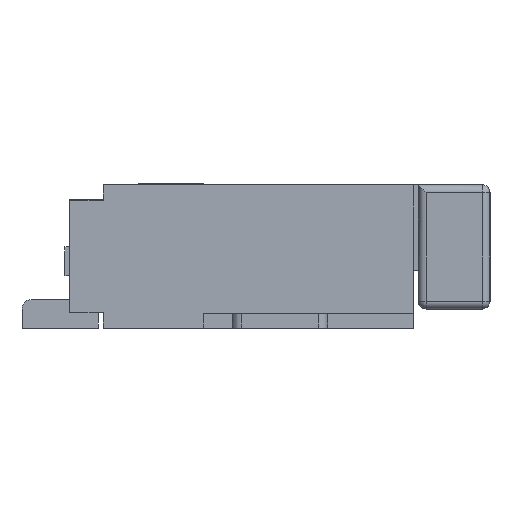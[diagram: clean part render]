
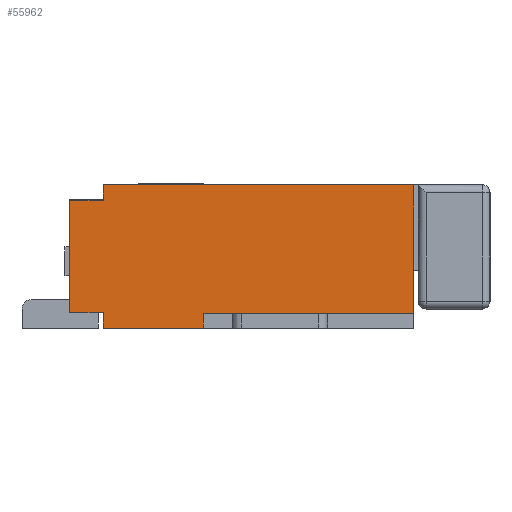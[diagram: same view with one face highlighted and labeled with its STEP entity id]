
A CAD part, left-side view. The second image highlights one B-rep face of the part: STEP entity #55962.
In plain terms, the highlighted planar face has unit normal (-1, 0, 0).
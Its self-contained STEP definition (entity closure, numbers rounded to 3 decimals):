
#1414 = CARTESIAN_POINT ( 'NONE',  ( -12.05, -0.25, 0. ) ) ;
#1744 = EDGE_CURVE ( 'NONE', #12127, #56412, #65363, .T. ) ;
#2179 = VERTEX_POINT ( 'NONE', #8626 ) ;
#7013 = VERTEX_POINT ( 'NONE', #24716 ) ;
#7685 = VERTEX_POINT ( 'NONE', #61160 ) ;
#8437 = CARTESIAN_POINT ( 'NONE',  ( -12.05, -0.6, 1.34 ) ) ;
#8626 = CARTESIAN_POINT ( 'NONE',  ( -12.05, -0.6, 0.16 ) ) ;
#10199 = VERTEX_POINT ( 'NONE', #68812 ) ;
#11653 = DIRECTION ( 'NONE',  ( 0., 1., 0. ) ) ;
#12127 = VERTEX_POINT ( 'NONE', #50484 ) ;
#12469 = VECTOR ( 'NONE', #75969, 1000. ) ;
#15015 = ORIENTED_EDGE ( 'NONE', *, *, #20297, .F. ) ;
#15099 = EDGE_CURVE ( 'NONE', #74866, #41856, #17145, .T. ) ;
#15473 = VERTEX_POINT ( 'NONE', #42953 ) ;
#16188 = EDGE_CURVE ( 'NONE', #2179, #15473, #70609, .T. ) ;
#17145 = LINE ( 'NONE', #74308, #42177 ) ;
#19457 = CARTESIAN_POINT ( 'NONE',  ( -12.05, -0.6, 1.5 ) ) ;
#19676 = EDGE_CURVE ( 'NONE', #79259, #74866, #82712, .T. ) ;
#20051 = DIRECTION ( 'NONE',  ( 0., 0., 1. ) ) ;
#20178 = CARTESIAN_POINT ( 'NONE',  ( -12.05, -3.85, 0.15 ) ) ;
#20297 = EDGE_CURVE ( 'NONE', #7685, #56412, #41501, .T. ) ;
#20400 = VECTOR ( 'NONE', #49842, 1000. ) ;
#24716 = CARTESIAN_POINT ( 'NONE',  ( -12.05, -0.25, 1.34 ) ) ;
#25099 = DIRECTION ( 'NONE',  ( 0., 1., 0. ) ) ;
#27481 = ORIENTED_EDGE ( 'NONE', *, *, #86095, .T. ) ;
#30172 = DIRECTION ( 'NONE',  ( 0., -1., 0. ) ) ;
#30866 = EDGE_CURVE ( 'NONE', #79259, #7685, #73075, .T. ) ;
#31473 = CARTESIAN_POINT ( 'NONE',  ( -12.05, -3.85, 0.15 ) ) ;
#33053 = LINE ( 'NONE', #67808, #12469 ) ;
#34168 = CARTESIAN_POINT ( 'NONE',  ( -12.05, -1.65, 0.15 ) ) ;
#35431 = CARTESIAN_POINT ( 'NONE',  ( -12.05, -0.6, 0. ) ) ;
#41040 = VECTOR ( 'NONE', #76964, 1000. ) ;
#41177 = CARTESIAN_POINT ( 'NONE',  ( -12.05, -3.85, 0. ) ) ;
#41501 = LINE ( 'NONE', #34168, #72799 ) ;
#41856 = VERTEX_POINT ( 'NONE', #19457 ) ;
#42177 = VECTOR ( 'NONE', #11653, 1000. ) ;
#42731 = DIRECTION ( 'NONE',  ( 0., 0., 1. ) ) ;
#42953 = CARTESIAN_POINT ( 'NONE',  ( -12.05, -0.25, 0.16 ) ) ;
#43320 = ORIENTED_EDGE ( 'NONE', *, *, #30866, .F. ) ;
#43351 = FACE_OUTER_BOUND ( 'NONE', #51287, .T. ) ;
#44467 = ORIENTED_EDGE ( 'NONE', *, *, #61664, .F. ) ;
#45187 = ORIENTED_EDGE ( 'NONE', *, *, #19676, .T. ) ;
#45869 = EDGE_CURVE ( 'NONE', #10199, #7013, #48694, .T. ) ;
#48694 = LINE ( 'NONE', #8437, #86889 ) ;
#48901 = CARTESIAN_POINT ( 'NONE',  ( -12.05, -1.65, 0. ) ) ;
#49089 = CARTESIAN_POINT ( 'NONE',  ( -12.05, -0.6, 0.16 ) ) ;
#49842 = DIRECTION ( 'NONE',  ( 0., 0., -1. ) ) ;
#50484 = CARTESIAN_POINT ( 'NONE',  ( -12.05, -0.6, 0. ) ) ;
#50618 = CARTESIAN_POINT ( 'NONE',  ( -12.05, 0., 0. ) ) ;
#51182 = CARTESIAN_POINT ( 'NONE',  ( -12.05, -0.25, 0. ) ) ;
#51287 = EDGE_LOOP ( 'NONE', ( #85758, #44467, #79621, #15015, #43320, #45187, #80744, #70640, #78251, #27481 ) ) ;
#55632 = DIRECTION ( 'NONE',  ( 0., 1., 0. ) ) ;
#55962 = ADVANCED_FACE ( 'NONE', ( #43351 ), #63967, .T. ) ;
#56412 = VERTEX_POINT ( 'NONE', #48901 ) ;
#58204 = CARTESIAN_POINT ( 'NONE',  ( -12.05, -3.85, 1.5 ) ) ;
#61160 = CARTESIAN_POINT ( 'NONE',  ( -12.05, -1.65, 0.15 ) ) ;
#61664 = EDGE_CURVE ( 'NONE', #12127, #2179, #64215, .T. ) ;
#62250 = VECTOR ( 'NONE', #25099, 1000. ) ;
#62999 = DIRECTION ( 'NONE',  ( 0., 0., -1. ) ) ;
#63967 = PLANE ( 'NONE',  #64800 ) ;
#64215 = LINE ( 'NONE', #35431, #80273 ) ;
#64800 = AXIS2_PLACEMENT_3D ( 'NONE', #50618, #71234, #78514 ) ;
#64878 = EDGE_CURVE ( 'NONE', #10199, #41856, #33053, .T. ) ;
#64950 = LINE ( 'NONE', #1414, #20400 ) ;
#65363 = LINE ( 'NONE', #51182, #75042 ) ;
#67808 = CARTESIAN_POINT ( 'NONE',  ( -12.05, -0.6, 1.5 ) ) ;
#68812 = CARTESIAN_POINT ( 'NONE',  ( -12.05, -0.6, 1.34 ) ) ;
#70609 = LINE ( 'NONE', #49089, #41040 ) ;
#70640 = ORIENTED_EDGE ( 'NONE', *, *, #64878, .F. ) ;
#71234 = DIRECTION ( 'NONE',  ( -1., 0., 0. ) ) ;
#72799 = VECTOR ( 'NONE', #62999, 1000. ) ;
#73075 = LINE ( 'NONE', #31473, #62250 ) ;
#74308 = CARTESIAN_POINT ( 'NONE',  ( -12.05, -0.25, 1.5 ) ) ;
#74866 = VERTEX_POINT ( 'NONE', #58204 ) ;
#75042 = VECTOR ( 'NONE', #30172, 1000. ) ;
#75969 = DIRECTION ( 'NONE',  ( 0., 0., 1. ) ) ;
#76964 = DIRECTION ( 'NONE',  ( 0., 1., 0. ) ) ;
#78251 = ORIENTED_EDGE ( 'NONE', *, *, #45869, .T. ) ;
#78514 = DIRECTION ( 'NONE',  ( 0., 0., 1. ) ) ;
#79259 = VERTEX_POINT ( 'NONE', #20178 ) ;
#79621 = ORIENTED_EDGE ( 'NONE', *, *, #1744, .T. ) ;
#80273 = VECTOR ( 'NONE', #42731, 1000. ) ;
#80744 = ORIENTED_EDGE ( 'NONE', *, *, #15099, .T. ) ;
#82712 = LINE ( 'NONE', #41177, #90192 ) ;
#85758 = ORIENTED_EDGE ( 'NONE', *, *, #16188, .F. ) ;
#86095 = EDGE_CURVE ( 'NONE', #7013, #15473, #64950, .T. ) ;
#86889 = VECTOR ( 'NONE', #55632, 1000. ) ;
#90192 = VECTOR ( 'NONE', #20051, 1000. ) ;
